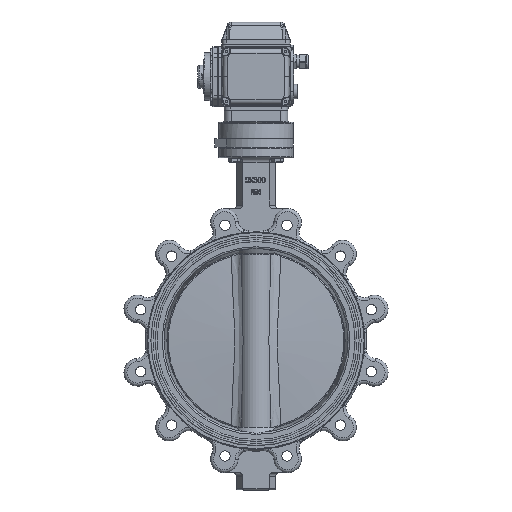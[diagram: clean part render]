
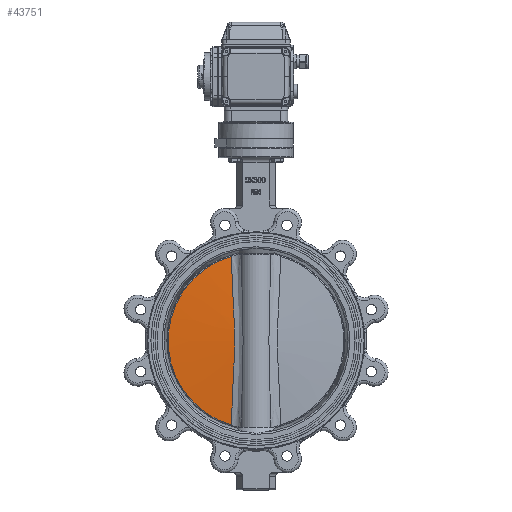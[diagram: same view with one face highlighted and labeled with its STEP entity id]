
A CAD part, top view. The second image highlights one B-rep face of the part: STEP entity #43751.
In plain terms, the highlighted conical face has half-angle 86.5 degrees and reference radius 148.775 mm.
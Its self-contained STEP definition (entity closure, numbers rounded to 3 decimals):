
#236=CONICAL_SURFACE('',#50970,148.775,1.51);
#1193=B_SPLINE_CURVE_WITH_KNOTS('',3,(#75717,#75718,#75719,#75720,#75721,
#75722,#75723,#75724,#75725,#75726,#75727,#75728,#75729),.UNSPECIFIED.,
 .F.,.F.,(4,1,1,1,1,1,1,1,1,1,4),(0.002,0.037,
0.072,0.108,0.125,0.143,
0.161,0.179,0.214,0.249,
0.285),.UNSPECIFIED.);
#2791=CIRCLE('',#50971,147.288);
#8208=ORIENTED_EDGE('',*,*,#19915,.T.);
#8209=ORIENTED_EDGE('',*,*,#19916,.T.);
#19915=EDGE_CURVE('',#25981,#25982,#1193,.T.);
#19916=EDGE_CURVE('',#25982,#25981,#2791,.F.);
#25981=VERTEX_POINT('',#75730);
#25982=VERTEX_POINT('',#75731);
#36416=EDGE_LOOP('',(#8208,#8209));
#39647=FACE_BOUND('',#36416,.T.);
#43751=ADVANCED_FACE('',(#39647),#236,.T.);
#50970=AXIS2_PLACEMENT_3D('',#75716,#57531,#57532);
#50971=AXIS2_PLACEMENT_3D('',#75732,#57533,#57534);
#57531=DIRECTION('',(0.,1.,0.));
#57532=DIRECTION('',(0.,0.,1.));
#57533=DIRECTION('',(0.,1.,0.));
#57534=DIRECTION('',(0.,0.,1.));
#75716=CARTESIAN_POINT('',(0.,-4.75,0.));
#75717=CARTESIAN_POINT('',(-41.335,-4.841,-141.369));
#75718=CARTESIAN_POINT('',(-40.896,-5.54,-129.593));
#75719=CARTESIAN_POINT('',(-39.966,-6.929,-106.042));
#75720=CARTESIAN_POINT('',(-38.406,-8.951,-70.721));
#75721=CARTESIAN_POINT('',(-36.945,-10.522,-41.283));
#75722=CARTESIAN_POINT('',(-35.834,-11.467,-17.724));
#75723=CARTESIAN_POINT('',(-35.391,-11.78,-0.015));
#75724=CARTESIAN_POINT('',(-35.833,-11.468,17.694));
#75725=CARTESIAN_POINT('',(-36.944,-10.523,41.261));
#75726=CARTESIAN_POINT('',(-38.405,-8.952,70.705));
#75727=CARTESIAN_POINT('',(-39.965,-6.93,106.034));
#75728=CARTESIAN_POINT('',(-40.896,-5.54,129.59));
#75729=CARTESIAN_POINT('',(-41.335,-4.841,141.369));
#75730=CARTESIAN_POINT('',(-41.335,-4.841,-141.369));
#75731=CARTESIAN_POINT('',(-41.335,-4.841,141.369));
#75732=CARTESIAN_POINT('',(0.,-4.841,0.));
